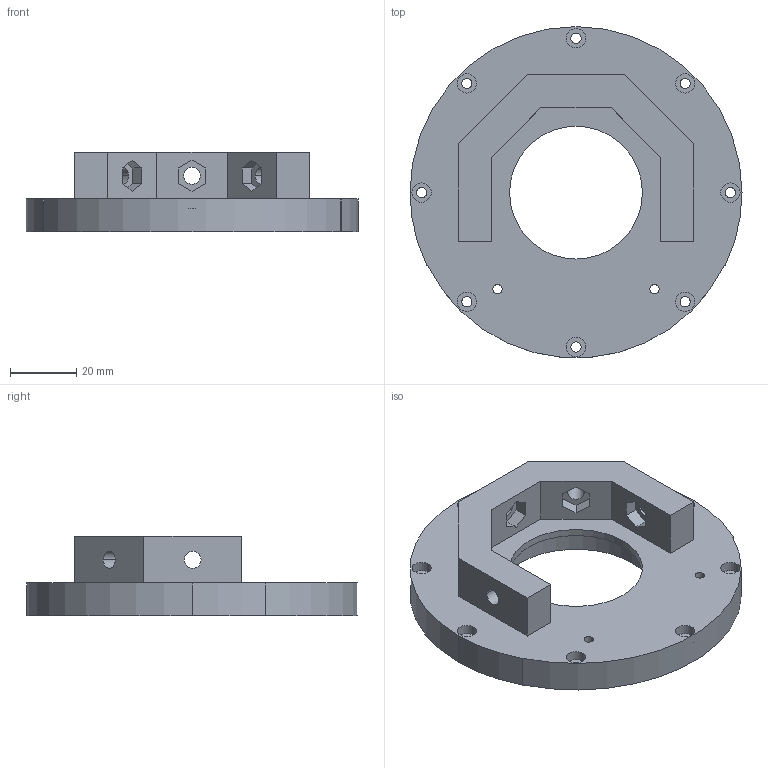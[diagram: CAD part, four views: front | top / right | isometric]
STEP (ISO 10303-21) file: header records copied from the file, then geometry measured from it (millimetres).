
FILE_DESCRIPTION (( 'STEP AP214' ), '1' );
FILE_NAME ('top_lid_J3.STEP', '2021-04-07T10:00:16', ( '' ), ( '' ), 'SwSTEP 2.0', 'SolidWorks 2020', '' );
FILE_SCHEMA (( 'AUTOMOTIVE_DESIGN' ));
Length unit declared in the file: millimetre
Products named in the file (1): top_lid_J3
Bounding box: 100 x 99.62 x 23.8 mm (x, y, z)
Volume: 76040.6 mm3; surface area: 23395.5 mm2
Topology: 1 solids, 1 shells, 115 faces, 294 edges, 196 vertices
Faces by surface type: plane 61, cylinder 54
Entity records: 3614 total; most frequent: DIRECTION 634, CARTESIAN_POINT 606, ORIENTED_EDGE 588, EDGE_CURVE 294, AXIS2_PLACEMENT_3D 224, VERTEX_POINT 196, VECTOR 186, LINE 186
